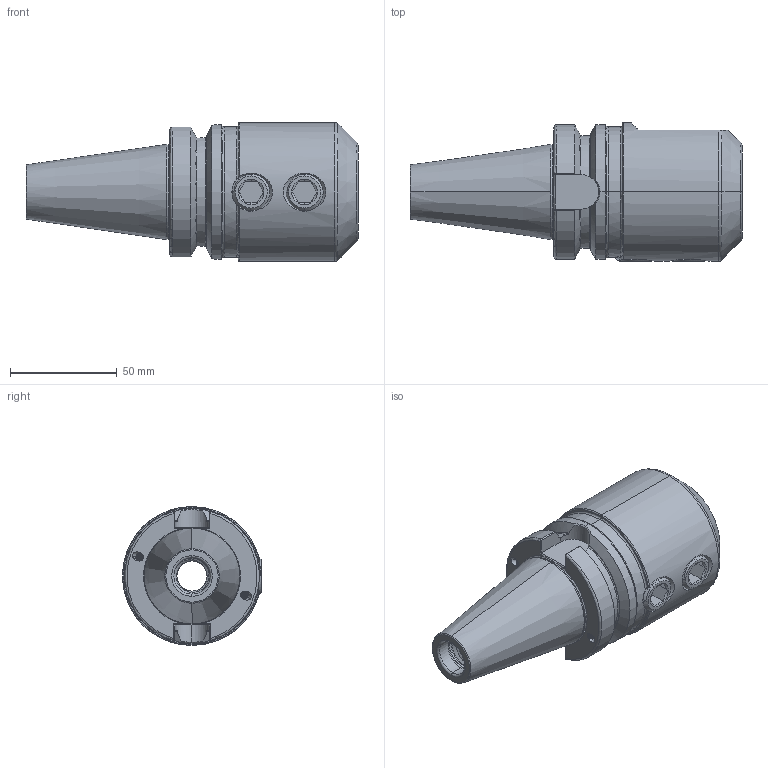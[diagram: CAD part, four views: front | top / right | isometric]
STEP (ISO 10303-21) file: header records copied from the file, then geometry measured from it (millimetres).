
FILE_DESCRIPTION (( 'STEP AP203' ), '1' );
FILE_NAME ('406.04.25.STEP', '2016-08-05T10:25:54', ( '' ), ( '' ), 'SwSTEP 2.0', 'SolidWorks 2012', '' );
FILE_SCHEMA (( 'CONFIG_CONTROL_DESIGN' ));
Length unit declared in the file: millimetre
Products named in the file (3): 側固18_M18x2_20L; 406.04.25
Assembly tree (3 placements, depth 2):
  406.04.25
    406.04.25
    側固18_M18x2_20L  x2
Bounding box: 155.4 x 65 x 65 mm (x, y, z)
Volume: 279191.4 mm3; surface area: 49056.9 mm2
Topology: 3 solids, 3 shells, 324 faces, 884 edges, 565 vertices
Faces by surface type: cylinder 158, plane 57, cone 42, bspline 34, torus 33
Entity records: 25891 total; most frequent: CARTESIAN_POINT 19400, ORIENTED_EDGE 1556, DIRECTION 1034, EDGE_CURVE 778, VERTEX_POINT 498, AXIS2_PLACEMENT_3D 405, EDGE_LOOP 296, FACE_OUTER_BOUND 285
